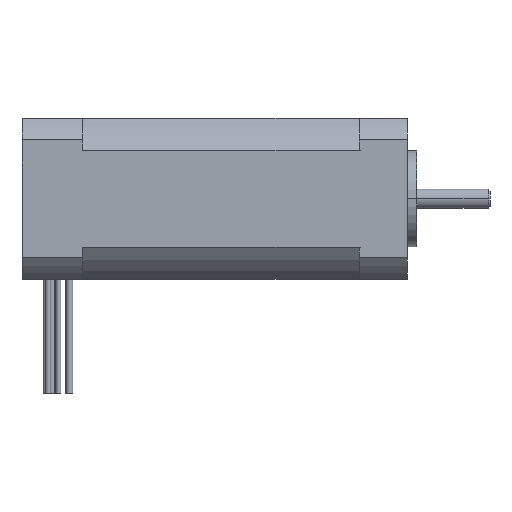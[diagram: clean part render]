
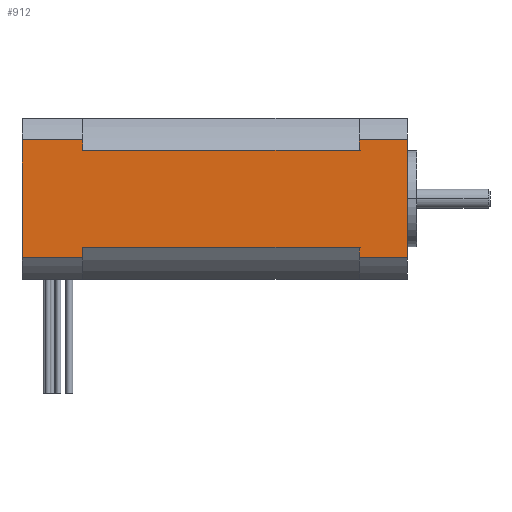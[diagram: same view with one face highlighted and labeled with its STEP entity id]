
A CAD part, left-side view. The second image highlights one B-rep face of the part: STEP entity #912.
In plain terms, the highlighted planar face has unit normal (-1, 0, 0).
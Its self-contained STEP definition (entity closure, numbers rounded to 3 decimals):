
#19 = VECTOR ( 'NONE', #121, 1000. ) ;
#25 = DIRECTION ( 'NONE',  ( 0., 0., 1. ) ) ;
#29 = LINE ( 'NONE', #1577, #1935 ) ;
#54 = VERTEX_POINT ( 'NONE', #1688 ) ;
#74 = VECTOR ( 'NONE', #149, 1000. ) ;
#82 = CARTESIAN_POINT ( 'NONE',  ( -21., 84.5, -15.33 ) ) ;
#121 = DIRECTION ( 'NONE',  ( 0., 1., 0. ) ) ;
#149 = DIRECTION ( 'NONE',  ( 0., -1., 0. ) ) ;
#159 = ORIENTED_EDGE ( 'NONE', *, *, #2272, .T. ) ;
#321 = ORIENTED_EDGE ( 'NONE', *, *, #1392, .F. ) ;
#340 = CARTESIAN_POINT ( 'NONE',  ( -21., 0., 15.33 ) ) ;
#375 = ORIENTED_EDGE ( 'NONE', *, *, #954, .T. ) ;
#433 = VECTOR ( 'NONE', #1845, 1000. ) ;
#436 = VERTEX_POINT ( 'NONE', #1412 ) ;
#468 = DIRECTION ( 'NONE',  ( 1., 0.001, 0.001 ) ) ;
#478 = ORIENTED_EDGE ( 'NONE', *, *, #995, .T. ) ;
#486 = FACE_OUTER_BOUND ( 'NONE', #1081, .T. ) ;
#497 = CARTESIAN_POINT ( 'NONE',  ( -21., 12.3, -12.62 ) ) ;
#566 = DIRECTION ( 'NONE',  ( 0., 1., 0. ) ) ;
#649 = VERTEX_POINT ( 'NONE', #3041 ) ;
#652 = VECTOR ( 'NONE', #1663, 1000. ) ;
#715 = VERTEX_POINT ( 'NONE', #82 ) ;
#830 = LINE ( 'NONE', #1125, #433 ) ;
#847 = LINE ( 'NONE', #2612, #918 ) ;
#850 = ORIENTED_EDGE ( 'NONE', *, *, #1544, .T. ) ;
#868 = ORIENTED_EDGE ( 'NONE', *, *, #2511, .F. ) ;
#910 = CARTESIAN_POINT ( 'NONE',  ( -21., 84.5, -15.33 ) ) ;
#912 = ADVANCED_FACE ( 'NONE', ( #486 ), #2309, .T. ) ;
#918 = VECTOR ( 'NONE', #1591, 1000. ) ;
#930 = AXIS2_PLACEMENT_3D ( 'NONE', #2408, #1176, #3179 ) ;
#954 = EDGE_CURVE ( 'NONE', #715, #2153, #1632, .T. ) ;
#959 = CARTESIAN_POINT ( 'NONE',  ( -21., 100.3, 15.33 ) ) ;
#995 = EDGE_CURVE ( 'NONE', #2624, #1863, #1306, .T. ) ;
#1044 = LINE ( 'NONE', #497, #1731 ) ;
#1047 = CARTESIAN_POINT ( 'NONE',  ( -21., 12.3, -12.62 ) ) ;
#1081 = EDGE_LOOP ( 'NONE', ( #321, #1866, #2008, #2712, #1893, #850, #868, #478, #1552, #159, #1332, #3295, #1763, #375 ) ) ;
#1086 = DIRECTION ( 'NONE',  ( 0., 0., 1. ) ) ;
#1125 = CARTESIAN_POINT ( 'NONE',  ( -21., 12.5, 13.004 ) ) ;
#1132 = CARTESIAN_POINT ( 'NONE',  ( -21., 84.5, 12.62 ) ) ;
#1176 = DIRECTION ( 'NONE',  ( 1., 0.001, -0.001 ) ) ;
#1191 = CARTESIAN_POINT ( 'NONE',  ( -21., 84.5, 15.33 ) ) ;
#1300 = AXIS2_PLACEMENT_3D ( 'NONE', #1500, #468, #3013 ) ;
#1306 = CIRCLE ( 'NONE', #930, 48.334 ) ;
#1332 = ORIENTED_EDGE ( 'NONE', *, *, #1580, .T. ) ;
#1392 = EDGE_CURVE ( 'NONE', #3113, #2153, #1044, .T. ) ;
#1412 = CARTESIAN_POINT ( 'NONE',  ( -21., 84.5, 15.33 ) ) ;
#1439 = LINE ( 'NONE', #1456, #3028 ) ;
#1456 = CARTESIAN_POINT ( 'NONE',  ( -21., 12.5, -15.33 ) ) ;
#1488 = CARTESIAN_POINT ( 'NONE',  ( -21., 0., -15.33 ) ) ;
#1500 = CARTESIAN_POINT ( 'NONE',  ( -21.065, 55.266, 9.513 ) ) ;
#1544 = EDGE_CURVE ( 'NONE', #54, #2961, #1831, .T. ) ;
#1548 = DIRECTION ( 'NONE',  ( 0., 0., 1. ) ) ;
#1552 = ORIENTED_EDGE ( 'NONE', *, *, #2947, .T. ) ;
#1577 = CARTESIAN_POINT ( 'NONE',  ( -21., 84.5, 12.62 ) ) ;
#1580 = EDGE_CURVE ( 'NONE', #436, #2940, #2150, .T. ) ;
#1591 = DIRECTION ( 'NONE',  ( 0., 0., 1. ) ) ;
#1632 = LINE ( 'NONE', #3148, #2137 ) ;
#1663 = DIRECTION ( 'NONE',  ( 0., 1., 0. ) ) ;
#1688 = CARTESIAN_POINT ( 'NONE',  ( -21., 0., 15.33 ) ) ;
#1706 = CARTESIAN_POINT ( 'NONE',  ( -21., 12.5, 13.004 ) ) ;
#1731 = VECTOR ( 'NONE', #2521, 1000. ) ;
#1741 = EDGE_CURVE ( 'NONE', #649, #2940, #2512, .T. ) ;
#1747 = CARTESIAN_POINT ( 'NONE',  ( -21., 84.5, -12.62 ) ) ;
#1763 = ORIENTED_EDGE ( 'NONE', *, *, #2606, .F. ) ;
#1786 = AXIS2_PLACEMENT_3D ( 'NONE', #1488, #3277, #25 ) ;
#1831 = LINE ( 'NONE', #340, #1927 ) ;
#1845 = DIRECTION ( 'NONE',  ( 0., 0., 1. ) ) ;
#1863 = VERTEX_POINT ( 'NONE', #2916 ) ;
#1866 = ORIENTED_EDGE ( 'NONE', *, *, #3065, .T. ) ;
#1868 = CARTESIAN_POINT ( 'NONE',  ( -21., 0., -15.33 ) ) ;
#1893 = ORIENTED_EDGE ( 'NONE', *, *, #2451, .T. ) ;
#1927 = VECTOR ( 'NONE', #566, 1000. ) ;
#1930 = VECTOR ( 'NONE', #3260, 1000. ) ;
#1935 = VECTOR ( 'NONE', #1548, 1000. ) ;
#1938 = CARTESIAN_POINT ( 'NONE',  ( -21., 12.3, 12.62 ) ) ;
#2008 = ORIENTED_EDGE ( 'NONE', *, *, #2550, .F. ) ;
#2080 = VERTEX_POINT ( 'NONE', #2662 ) ;
#2137 = VECTOR ( 'NONE', #1086, 1000. ) ;
#2150 = LINE ( 'NONE', #1191, #19 ) ;
#2153 = VERTEX_POINT ( 'NONE', #1747 ) ;
#2190 = EDGE_CURVE ( 'NONE', #2632, #2434, #2982, .T. ) ;
#2229 = CARTESIAN_POINT ( 'NONE',  ( -21., 12.5, -15.33 ) ) ;
#2272 = EDGE_CURVE ( 'NONE', #2921, #436, #29, .T. ) ;
#2290 = CIRCLE ( 'NONE', #1300, 48.332 ) ;
#2309 = PLANE ( 'NONE',  #1786 ) ;
#2394 = CARTESIAN_POINT ( 'NONE',  ( -21., 12.5, 15.33 ) ) ;
#2408 = CARTESIAN_POINT ( 'NONE',  ( -21.063, 55.268, -9.514 ) ) ;
#2413 = DIRECTION ( 'NONE',  ( 0., 0., 1. ) ) ;
#2429 = DIRECTION ( 'NONE',  ( 0., 1., 0. ) ) ;
#2434 = VERTEX_POINT ( 'NONE', #1868 ) ;
#2451 = EDGE_CURVE ( 'NONE', #2434, #54, #847, .T. ) ;
#2511 = EDGE_CURVE ( 'NONE', #2624, #2961, #830, .T. ) ;
#2512 = LINE ( 'NONE', #2975, #1930 ) ;
#2521 = DIRECTION ( 'NONE',  ( 0., 1., 0. ) ) ;
#2550 = EDGE_CURVE ( 'NONE', #2632, #2080, #1439, .T. ) ;
#2591 = VECTOR ( 'NONE', #2429, 1000. ) ;
#2606 = EDGE_CURVE ( 'NONE', #715, #649, #3173, .T. ) ;
#2612 = CARTESIAN_POINT ( 'NONE',  ( -21., 0., -15.33 ) ) ;
#2624 = VERTEX_POINT ( 'NONE', #1706 ) ;
#2632 = VERTEX_POINT ( 'NONE', #3186 ) ;
#2662 = CARTESIAN_POINT ( 'NONE',  ( -21., 12.5, -13.004 ) ) ;
#2712 = ORIENTED_EDGE ( 'NONE', *, *, #2190, .T. ) ;
#2916 = CARTESIAN_POINT ( 'NONE',  ( -21., 12.3, 12.62 ) ) ;
#2921 = VERTEX_POINT ( 'NONE', #1132 ) ;
#2940 = VERTEX_POINT ( 'NONE', #959 ) ;
#2947 = EDGE_CURVE ( 'NONE', #1863, #2921, #3222, .T. ) ;
#2961 = VERTEX_POINT ( 'NONE', #2394 ) ;
#2975 = CARTESIAN_POINT ( 'NONE',  ( -21., 100.3, -15.33 ) ) ;
#2982 = LINE ( 'NONE', #2229, #74 ) ;
#3013 = DIRECTION ( 'NONE',  ( 0.001, -0.885, -0.466 ) ) ;
#3028 = VECTOR ( 'NONE', #2413, 1000. ) ;
#3041 = CARTESIAN_POINT ( 'NONE',  ( -21., 100.3, -15.33 ) ) ;
#3065 = EDGE_CURVE ( 'NONE', #3113, #2080, #2290, .T. ) ;
#3113 = VERTEX_POINT ( 'NONE', #1047 ) ;
#3148 = CARTESIAN_POINT ( 'NONE',  ( -21., 84.5, -15.33 ) ) ;
#3173 = LINE ( 'NONE', #910, #2591 ) ;
#3179 = DIRECTION ( 'NONE',  ( 0.001, -0.889, 0.458 ) ) ;
#3186 = CARTESIAN_POINT ( 'NONE',  ( -21., 12.5, -15.33 ) ) ;
#3222 = LINE ( 'NONE', #1938, #652 ) ;
#3260 = DIRECTION ( 'NONE',  ( 0., 0., 1. ) ) ;
#3277 = DIRECTION ( 'NONE',  ( -1., 0., 0. ) ) ;
#3295 = ORIENTED_EDGE ( 'NONE', *, *, #1741, .F. ) ;
